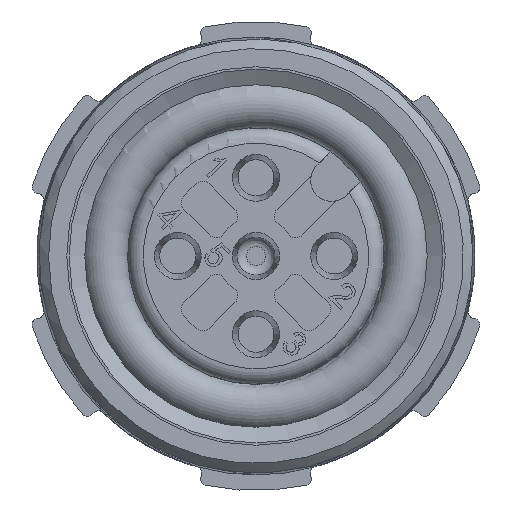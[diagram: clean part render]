
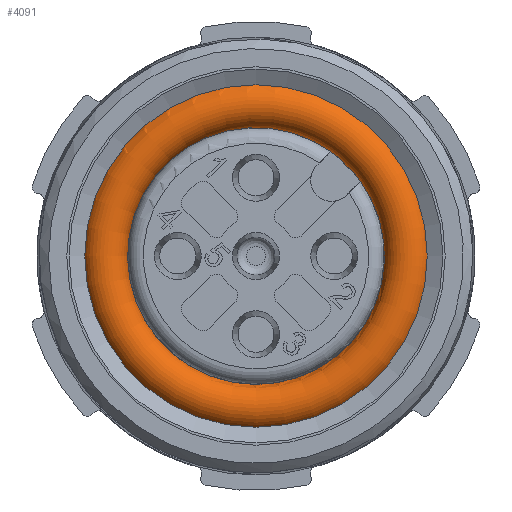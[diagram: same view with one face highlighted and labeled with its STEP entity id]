
A CAD part, front view. The second image highlights one B-rep face of the part: STEP entity #4091.
In plain terms, the highlighted toroidal (fillet/blend) face has major radius 4.845 mm and minor radius 0.75 mm.
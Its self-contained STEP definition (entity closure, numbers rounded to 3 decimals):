
#336=TOROIDAL_SURFACE('',#14107,4.845,0.75);
#3042=B_SPLINE_CURVE_WITH_KNOTS('',3,(#27760,#27761,#27762,#27763,#27764,
#27765),.UNSPECIFIED.,.F.,.F.,(4,2,4),(0.,0.444,1.),
 .UNSPECIFIED.);
#3043=B_SPLINE_CURVE_WITH_KNOTS('',3,(#27775,#27776,#27777,#27778,#27779,
#27780),.UNSPECIFIED.,.F.,.F.,(4,2,4),(0.,0.41,1.),
 .UNSPECIFIED.);
#4091=ADVANCED_FACE('',(#4499,#4500,#4501),#336,.T.);
#4499=FACE_BOUND('',#5399,.T.);
#4500=FACE_BOUND('',#5400,.T.);
#4501=FACE_BOUND('',#5401,.T.);
#5399=EDGE_LOOP('',(#9082,#9083,#9084,#9085));
#5400=EDGE_LOOP('',(#9086));
#5401=EDGE_LOOP('',(#9087));
#9082=ORIENTED_EDGE('',*,*,#12081,.F.);
#9083=ORIENTED_EDGE('',*,*,#12079,.T.);
#9084=ORIENTED_EDGE('',*,*,#12077,.F.);
#9085=ORIENTED_EDGE('',*,*,#12074,.T.);
#9086=ORIENTED_EDGE('',*,*,#12073,.F.);
#9087=ORIENTED_EDGE('',*,*,#11633,.T.);
#9979=VERTEX_POINT('',#24996);
#10234=VERTEX_POINT('',#27758);
#10235=VERTEX_POINT('',#27766);
#10236=VERTEX_POINT('',#27767);
#10237=VERTEX_POINT('',#27772);
#10238=VERTEX_POINT('',#27781);
#11633=EDGE_CURVE('',#9979,#9979,#12675,.T.);
#12073=EDGE_CURVE('',#10234,#10234,#12774,.T.);
#12074=EDGE_CURVE('',#10235,#10236,#3042,.T.);
#12077=EDGE_CURVE('',#10235,#10237,#12775,.T.);
#12079=EDGE_CURVE('',#10238,#10237,#3043,.T.);
#12081=EDGE_CURVE('',#10238,#10236,#12776,.T.);
#12675=CIRCLE('',#13833,5.475);
#12774=CIRCLE('',#14099,4.723);
#12775=CIRCLE('',#14102,4.1);
#12776=CIRCLE('',#14105,4.1);
#13833=AXIS2_PLACEMENT_3D('',#24995,#16728,#16729);
#14099=AXIS2_PLACEMENT_3D('',#27757,#17523,#17524);
#14102=AXIS2_PLACEMENT_3D('',#27771,#17531,#17532);
#14105=AXIS2_PLACEMENT_3D('',#27784,#17539,#17540);
#14107=AXIS2_PLACEMENT_3D('',#27786,#17543,#17544);
#16728=DIRECTION('',(0.,-1.,0.));
#16729=DIRECTION('',(-1.,0.,0.));
#17523=DIRECTION('',(0.,-1.,0.));
#17524=DIRECTION('',(-1.,0.,0.));
#17531=DIRECTION('',(0.,-1.,0.));
#17532=DIRECTION('',(-1.,0.,0.));
#17539=DIRECTION('',(0.,1.,0.));
#17540=DIRECTION('',(1.,0.,0.));
#17543=DIRECTION('',(0.,1.,0.));
#17544=DIRECTION('',(-1.,0.,0.));
#24995=CARTESIAN_POINT('',(109.986,-71.882,0.));
#24996=CARTESIAN_POINT('',(104.511,-71.882,0.));
#27757=CARTESIAN_POINT('',(109.986,-70.735,0.));
#27758=CARTESIAN_POINT('',(105.263,-70.735,0.));
#27760=CARTESIAN_POINT('',(112.369,-71.562,3.337));
#27761=CARTESIAN_POINT('',(112.366,-71.536,3.335));
#27762=CARTESIAN_POINT('',(112.365,-71.511,3.334));
#27763=CARTESIAN_POINT('',(112.365,-71.453,3.333));
#27764=CARTESIAN_POINT('',(112.366,-71.421,3.334));
#27765=CARTESIAN_POINT('',(112.369,-71.389,3.337));
#27766=CARTESIAN_POINT('',(112.369,-71.562,3.337));
#27767=CARTESIAN_POINT('',(112.369,-71.389,3.337));
#27771=CARTESIAN_POINT('',(109.986,-71.562,0.));
#27772=CARTESIAN_POINT('',(113.323,-71.562,2.382));
#27775=CARTESIAN_POINT('',(113.323,-71.389,2.382));
#27776=CARTESIAN_POINT('',(113.321,-71.412,2.38));
#27777=CARTESIAN_POINT('',(113.32,-71.436,2.379));
#27778=CARTESIAN_POINT('',(113.319,-71.494,2.378));
#27779=CARTESIAN_POINT('',(113.32,-71.528,2.379));
#27780=CARTESIAN_POINT('',(113.323,-71.562,2.382));
#27781=CARTESIAN_POINT('',(113.323,-71.389,2.382));
#27784=CARTESIAN_POINT('',(109.986,-71.389,0.));
#27786=CARTESIAN_POINT('',(109.986,-71.475,0.));
